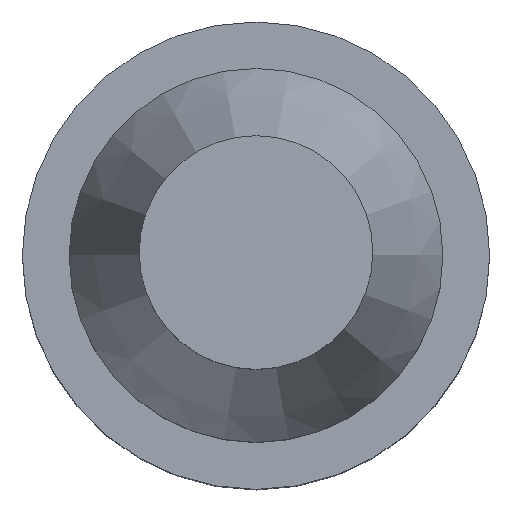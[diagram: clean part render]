
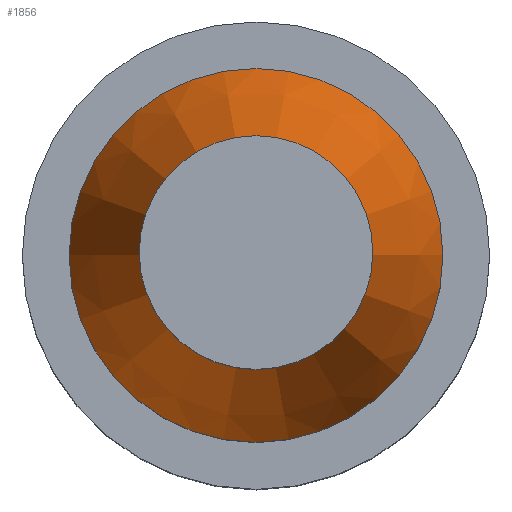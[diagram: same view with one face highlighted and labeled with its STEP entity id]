
A CAD part, top view. The second image highlights one B-rep face of the part: STEP entity #1856.
In plain terms, the highlighted conical face has half-angle 19.29 degrees and reference radius 10 mm.
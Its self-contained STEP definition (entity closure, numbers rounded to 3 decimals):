
#580=FACE_BOUND($,#822,.T.);
#685=FACE_OUTER_BOUND($,#821,.T.);
#821=EDGE_LOOP($,(#1733));
#822=EDGE_LOOP($,(#1734));
#857=CIRCLE($,#1961,4.75);
#858=CIRCLE($,#1963,10.);
#1026=VERTEX_POINT($,#3233);
#1027=VERTEX_POINT($,#3236);
#1264=EDGE_CURVE($,#1026,#1026,#857,.T.);
#1265=EDGE_CURVE($,#1027,#1027,#858,.T.);
#1733=ORIENTED_EDGE($,*,*,#1265,.F.);
#1734=ORIENTED_EDGE($,*,*,#1264,.T.);
#1754=CONICAL_SURFACE($,#1962,10.,19.29);
#1856=ADVANCED_FACE($,(#685,#580),#1754,.T.);
#1961=AXIS2_PLACEMENT_3D($,#3234,#2311,#2312);
#1962=AXIS2_PLACEMENT_3D($,#3235,#2313,#2314);
#1963=AXIS2_PLACEMENT_3D($,#3237,#2315,#2316);
#2311=DIRECTION('center_axis',(0.,0.,-1.));
#2312=DIRECTION('ref_axis',(-1.,0.,0.));
#2313=DIRECTION('center_axis',(0.,0.,-1.));
#2314=DIRECTION('ref_axis',(1.,0.,0.));
#2315=DIRECTION('center_axis',(0.,0.,-1.));
#2316=DIRECTION('ref_axis',(-1.,0.,0.));
#3233=CARTESIAN_POINT('',(-4.75,0.,42.));
#3234=CARTESIAN_POINT('Origin',(0.,0.,42.));
#3235=CARTESIAN_POINT('Origin',(0.,0.,27.));
#3236=CARTESIAN_POINT('',(10.,0.,27.));
#3237=CARTESIAN_POINT('Origin',(0.,0.,27.));
